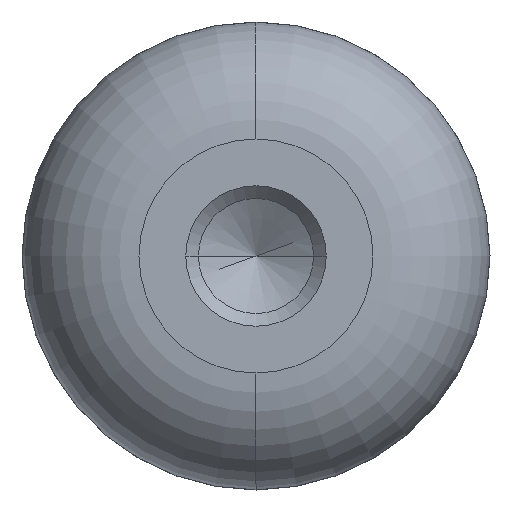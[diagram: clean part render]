
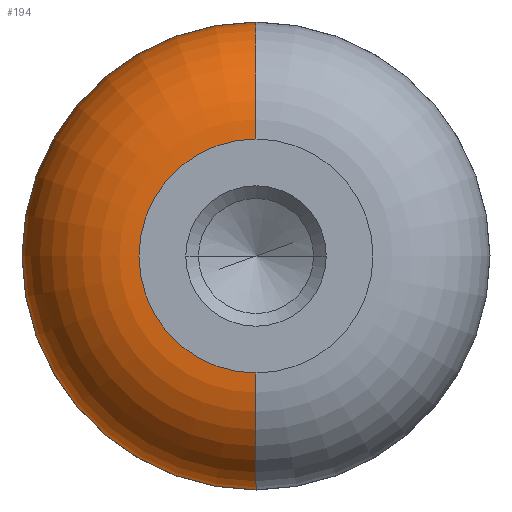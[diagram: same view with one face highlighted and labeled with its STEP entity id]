
A CAD part, left-side view. The second image highlights one B-rep face of the part: STEP entity #194.
In plain terms, the highlighted toroidal (fillet/blend) face has major radius 2.5 mm and minor radius 2.5 mm.
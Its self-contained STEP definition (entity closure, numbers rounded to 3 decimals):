
#166=VERTEX_POINT('',#431);
#170=VERTEX_POINT('',#435);
#178=VERTEX_POINT('',#443);
#194=ADVANCED_FACE('',(#459),#460,.T.);
#208=EDGE_CURVE('',#178,#166,#475,.T.);
#232=VERTEX_POINT('',#502);
#254=EDGE_CURVE('',#334,#178,#529,.T.);
#272=VERTEX_POINT('',#550);
#286=EDGE_CURVE('',#232,#272,#566,.T.);
#326=EDGE_CURVE('',#170,#272,#611,.T.);
#334=VERTEX_POINT('',#620);
#376=EDGE_CURVE('',#166,#170,#665,.T.);
#382=EDGE_CURVE('',#334,#232,#672,.T.);
#431=CARTESIAN_POINT('',(-5.447,3.927,0.0));
#435=CARTESIAN_POINT('',(-5.447,0.,3.927));
#443=CARTESIAN_POINT('',(-5.447,0.,-3.927));
#459=FACE_OUTER_BOUND('',#754,.T.);
#460=TOROIDAL_SURFACE('',#755,2.5,2.5);
#475=CIRCLE('',#776,3.927);
#502=CARTESIAN_POINT('',(-10.0,2.5,0.0));
#529=CIRCLE('',#840,2.5);
#550=CARTESIAN_POINT('',(-10.0,0.,2.5));
#566=CIRCLE('',#885,2.5);
#611=CIRCLE('',#944,2.5);
#620=CARTESIAN_POINT('',(-10.0,0.,-2.5));
#665=CIRCLE('',#1018,3.927);
#672=CIRCLE('',#1026,2.5);
#754=EDGE_LOOP('',(#1096,#1097,#1098,#1099,#1100,#1101));
#755=AXIS2_PLACEMENT_3D('',#1102,#1103,#1104);
#776=AXIS2_PLACEMENT_3D('',#1122,#1123,#1124);
#840=AXIS2_PLACEMENT_3D('',#1209,#1210,#1211);
#885=AXIS2_PLACEMENT_3D('',#1258,#1259,#1260);
#944=AXIS2_PLACEMENT_3D('',#1312,#1313,#1314);
#1018=AXIS2_PLACEMENT_3D('',#1382,#1383,#1384);
#1026=AXIS2_PLACEMENT_3D('',#1392,#1393,#1394);
#1096=ORIENTED_EDGE('',*,*,#254,.F.);
#1097=ORIENTED_EDGE('',*,*,#382,.T.);
#1098=ORIENTED_EDGE('',*,*,#286,.T.);
#1099=ORIENTED_EDGE('',*,*,#326,.F.);
#1100=ORIENTED_EDGE('',*,*,#376,.F.);
#1101=ORIENTED_EDGE('',*,*,#208,.F.);
#1102=CARTESIAN_POINT('',(-7.5,0.0,0.0));
#1103=DIRECTION('',(1.0,0.0,0.0));
#1104=DIRECTION('',(0.0,0.0,-1.0));
#1122=CARTESIAN_POINT('',(-5.447,0.0,0.0));
#1123=DIRECTION('',(1.0,0.0,0.0));
#1124=DIRECTION('',(0.0,1.0,0.0));
#1209=CARTESIAN_POINT('',(-7.5,0.,-2.5));
#1210=DIRECTION('',(0.0,-1.0,0.));
#1211=DIRECTION('',(0.0,0.,-1.0));
#1258=CARTESIAN_POINT('',(-10.0,0.0,0.0));
#1259=DIRECTION('',(1.0,0.0,0.0));
#1260=DIRECTION('',(0.0,1.0,0.0));
#1312=CARTESIAN_POINT('',(-7.5,0.,2.5));
#1313=DIRECTION('',(0.0,-1.0,0.));
#1314=DIRECTION('',(0.0,0.,1.0));
#1382=CARTESIAN_POINT('',(-5.447,0.0,0.0));
#1383=DIRECTION('',(1.0,0.0,0.0));
#1384=DIRECTION('',(0.0,1.0,0.0));
#1392=CARTESIAN_POINT('',(-10.0,0.0,0.0));
#1393=DIRECTION('',(1.0,0.0,0.0));
#1394=DIRECTION('',(0.0,1.0,0.0));
